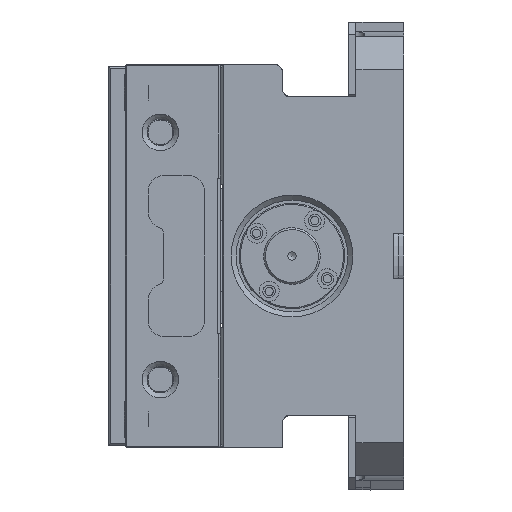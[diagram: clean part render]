
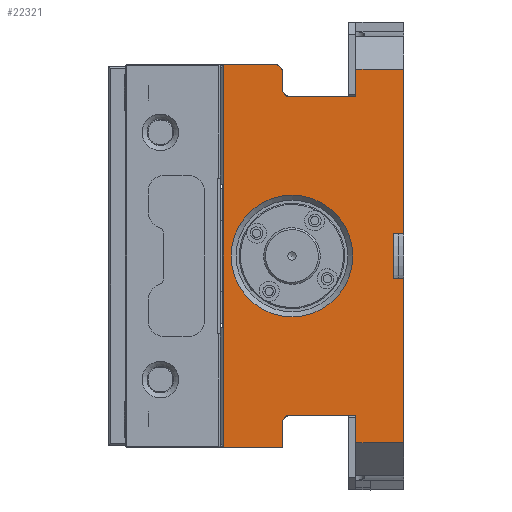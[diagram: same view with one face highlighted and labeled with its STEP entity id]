
A CAD part, left-side view. The second image highlights one B-rep face of the part: STEP entity #22321.
In plain terms, the highlighted planar face has unit normal (-1, 0, 0).
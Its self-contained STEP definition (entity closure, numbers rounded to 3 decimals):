
#641=FACE_BOUND('',#7602,.T.);
#2266=LINE('',#40318,#4200);
#2275=LINE('',#40340,#4209);
#2277=LINE('',#40344,#4211);
#2318=LINE('',#40537,#4252);
#2319=LINE('',#40540,#4253);
#2320=LINE('',#40542,#4254);
#2321=LINE('',#40544,#4255);
#2322=LINE('',#40546,#4256);
#2323=LINE('',#40552,#4257);
#2324=LINE('',#40556,#4258);
#2325=LINE('',#40558,#4259);
#2326=LINE('',#40560,#4260);
#2327=LINE('',#40562,#4261);
#2328=LINE('',#40568,#4262);
#2329=LINE('',#40570,#4263);
#2330=LINE('',#40571,#4264);
#4200=VECTOR('',#28713,10.);
#4209=VECTOR('',#28730,10.);
#4211=VECTOR('',#28734,10.);
#4252=VECTOR('',#28951,10.);
#4253=VECTOR('',#28954,10.);
#4254=VECTOR('',#28955,10.);
#4255=VECTOR('',#28956,10.);
#4256=VECTOR('',#28957,10.);
#4257=VECTOR('',#28962,10.);
#4258=VECTOR('',#28965,10.);
#4259=VECTOR('',#28966,10.);
#4260=VECTOR('',#28967,10.);
#4261=VECTOR('',#28968,10.);
#4262=VECTOR('',#28973,10.);
#4263=VECTOR('',#28974,10.);
#4264=VECTOR('',#28975,10.);
#5391=PLANE('',#24344);
#6274=FACE_OUTER_BOUND('',#7601,.T.);
#7601=EDGE_LOOP('',(#18158,#18159,#18160,#18161,#18162,#18163,#18164,#18165,
#18166,#18167,#18168,#18169,#18170,#18171,#18172,#18173,#18174,#18175,#18176,
#18177,#18178));
#7602=EDGE_LOOP('',(#18179));
#8844=CIRCLE('',#24345,3.5);
#8845=CIRCLE('',#24346,3.);
#8846=CIRCLE('',#24347,3.);
#8847=CIRCLE('',#24348,3.);
#8848=CIRCLE('',#24349,3.5);
#8849=CIRCLE('',#24350,24.225);
#10731=VERTEX_POINT('',#40315);
#10732=VERTEX_POINT('',#40317);
#10741=VERTEX_POINT('',#40338);
#10742=VERTEX_POINT('',#40342);
#10806=VERTEX_POINT('',#40535);
#10807=VERTEX_POINT('',#40539);
#10808=VERTEX_POINT('',#40541);
#10809=VERTEX_POINT('',#40543);
#10810=VERTEX_POINT('',#40545);
#10811=VERTEX_POINT('',#40547);
#10812=VERTEX_POINT('',#40549);
#10813=VERTEX_POINT('',#40551);
#10814=VERTEX_POINT('',#40553);
#10815=VERTEX_POINT('',#40555);
#10816=VERTEX_POINT('',#40557);
#10817=VERTEX_POINT('',#40559);
#10818=VERTEX_POINT('',#40561);
#10819=VERTEX_POINT('',#40563);
#10820=VERTEX_POINT('',#40565);
#10821=VERTEX_POINT('',#40567);
#10822=VERTEX_POINT('',#40569);
#10823=VERTEX_POINT('',#40572);
#13369=EDGE_CURVE('',#10732,#10731,#2266,.T.);
#13381=EDGE_CURVE('',#10731,#10741,#2275,.T.);
#13383=EDGE_CURVE('',#10741,#10742,#2277,.T.);
#13480=EDGE_CURVE('',#10742,#10806,#2318,.T.);
#13481=EDGE_CURVE('',#10806,#10807,#2319,.T.);
#13482=EDGE_CURVE('',#10807,#10808,#2320,.T.);
#13483=EDGE_CURVE('',#10808,#10809,#2321,.T.);
#13484=EDGE_CURVE('',#10810,#10809,#2322,.T.);
#13485=EDGE_CURVE('',#10811,#10810,#8844,.T.);
#13486=EDGE_CURVE('',#10812,#10811,#8845,.T.);
#13487=EDGE_CURVE('',#10812,#10813,#2323,.T.);
#13488=EDGE_CURVE('',#10814,#10813,#8846,.T.);
#13489=EDGE_CURVE('',#10814,#10815,#2324,.T.);
#13490=EDGE_CURVE('',#10816,#10815,#2325,.T.);
#13491=EDGE_CURVE('',#10816,#10817,#2326,.T.);
#13492=EDGE_CURVE('',#10817,#10818,#2327,.T.);
#13493=EDGE_CURVE('',#10819,#10818,#8847,.T.);
#13494=EDGE_CURVE('',#10820,#10819,#8848,.T.);
#13495=EDGE_CURVE('',#10820,#10821,#2328,.T.);
#13496=EDGE_CURVE('',#10821,#10822,#2329,.T.);
#13497=EDGE_CURVE('',#10732,#10822,#2330,.T.);
#13498=EDGE_CURVE('',#10823,#10823,#8849,.T.);
#18158=ORIENTED_EDGE('',*,*,#13381,.T.);
#18159=ORIENTED_EDGE('',*,*,#13383,.T.);
#18160=ORIENTED_EDGE('',*,*,#13480,.T.);
#18161=ORIENTED_EDGE('',*,*,#13481,.T.);
#18162=ORIENTED_EDGE('',*,*,#13482,.T.);
#18163=ORIENTED_EDGE('',*,*,#13483,.T.);
#18164=ORIENTED_EDGE('',*,*,#13484,.F.);
#18165=ORIENTED_EDGE('',*,*,#13485,.F.);
#18166=ORIENTED_EDGE('',*,*,#13486,.F.);
#18167=ORIENTED_EDGE('',*,*,#13487,.T.);
#18168=ORIENTED_EDGE('',*,*,#13488,.F.);
#18169=ORIENTED_EDGE('',*,*,#13489,.T.);
#18170=ORIENTED_EDGE('',*,*,#13490,.F.);
#18171=ORIENTED_EDGE('',*,*,#13491,.T.);
#18172=ORIENTED_EDGE('',*,*,#13492,.T.);
#18173=ORIENTED_EDGE('',*,*,#13493,.F.);
#18174=ORIENTED_EDGE('',*,*,#13494,.F.);
#18175=ORIENTED_EDGE('',*,*,#13495,.T.);
#18176=ORIENTED_EDGE('',*,*,#13496,.T.);
#18177=ORIENTED_EDGE('',*,*,#13497,.F.);
#18178=ORIENTED_EDGE('',*,*,#13369,.T.);
#18179=ORIENTED_EDGE('',*,*,#13498,.F.);
#22321=ADVANCED_FACE('',(#6274,#641),#5391,.T.);
#24344=AXIS2_PLACEMENT_3D('',#40538,#28952,#28953);
#24345=AXIS2_PLACEMENT_3D('',#40548,#28958,#28959);
#24346=AXIS2_PLACEMENT_3D('',#40550,#28960,#28961);
#24347=AXIS2_PLACEMENT_3D('',#40554,#28963,#28964);
#24348=AXIS2_PLACEMENT_3D('',#40564,#28969,#28970);
#24349=AXIS2_PLACEMENT_3D('',#40566,#28971,#28972);
#24350=AXIS2_PLACEMENT_3D('',#40573,#28976,#28977);
#28713=DIRECTION('',(0.,0.,1.));
#28730=DIRECTION('',(0.,1.,0.));
#28734=DIRECTION('',(0.,0.,1.));
#28951=DIRECTION('',(0.,-1.,0.));
#28952=DIRECTION('center_axis',(-1.,0.,0.));
#28953=DIRECTION('ref_axis',(0.,0.,1.));
#28954=DIRECTION('',(0.,0.,1.));
#28955=DIRECTION('',(0.,1.,0.));
#28956=DIRECTION('',(0.,0.,-1.));
#28957=DIRECTION('',(0.,-1.,0.));
#28958=DIRECTION('center_axis',(1.,0.,0.));
#28959=DIRECTION('ref_axis',(0.,-0.877,0.48));
#28960=DIRECTION('center_axis',(-1.,0.,0.));
#28961=DIRECTION('ref_axis',(0.,0.707,-0.707));
#28962=DIRECTION('',(0.,0.,1.));
#28963=DIRECTION('center_axis',(1.,0.,0.));
#28964=DIRECTION('ref_axis',(0.,-0.707,0.707));
#28965=DIRECTION('',(0.,1.,0.));
#28966=DIRECTION('',(0.,0.,1.));
#28967=DIRECTION('',(0.,-1.,0.));
#28968=DIRECTION('',(0.,0.,1.));
#28969=DIRECTION('center_axis',(-1.,0.,0.));
#28970=DIRECTION('ref_axis',(0.,0.707,0.707));
#28971=DIRECTION('center_axis',(1.,0.,0.));
#28972=DIRECTION('ref_axis',(0.,-0.877,-0.48));
#28973=DIRECTION('',(0.,-1.,0.));
#28974=DIRECTION('',(0.,0.,-1.));
#28975=DIRECTION('',(0.,1.,0.));
#28976=DIRECTION('center_axis',(-1.,0.,0.));
#28977=DIRECTION('ref_axis',(0.,0.,-1.));
#40315=CARTESIAN_POINT('',(-219.599,-1.641,-9.));
#40317=CARTESIAN_POINT('',(-219.599,-1.641,-74.313));
#40318=CARTESIAN_POINT('',(-219.599,-1.641,-41.474));
#40338=CARTESIAN_POINT('',(-219.599,2.359,-9.));
#40340=CARTESIAN_POINT('',(-219.599,0.105,-9.));
#40342=CARTESIAN_POINT('',(-219.599,2.359,9.));
#40344=CARTESIAN_POINT('',(-219.599,2.359,-40.284));
#40535=CARTESIAN_POINT('',(-219.599,-1.641,9.));
#40537=CARTESIAN_POINT('',(-219.599,0.105,9.));
#40538=CARTESIAN_POINT('Origin',(-219.599,1.851,-80.569));
#40539=CARTESIAN_POINT('',(-219.599,-1.641,74.313));
#40540=CARTESIAN_POINT('',(-219.599,-1.641,-41.474));
#40541=CARTESIAN_POINT('',(-219.599,17.359,74.313));
#40542=CARTESIAN_POINT('',(-219.599,11.694,74.313));
#40543=CARTESIAN_POINT('',(-219.599,17.359,63.5));
#40544=CARTESIAN_POINT('',(-219.599,17.359,-0.367));
#40545=CARTESIAN_POINT('',(-219.599,44.646,63.5));
#40546=CARTESIAN_POINT('',(-219.599,4.791,63.5));
#40547=CARTESIAN_POINT('',(-219.599,45.234,63.972));
#40548=CARTESIAN_POINT('Origin',(-219.599,47.119,61.023));
#40549=CARTESIAN_POINT('',(-219.599,46.619,66.5));
#40550=CARTESIAN_POINT('Origin',(-219.599,43.619,66.5));
#40551=CARTESIAN_POINT('',(-219.599,46.619,73.2));
#40552=CARTESIAN_POINT('',(-219.599,46.619,63.5));
#40553=CARTESIAN_POINT('',(-219.599,49.619,76.2));
#40554=CARTESIAN_POINT('Origin',(-219.599,49.619,73.2));
#40555=CARTESIAN_POINT('',(-219.599,69.884,76.2));
#40556=CARTESIAN_POINT('',(-219.599,46.619,76.2));
#40557=CARTESIAN_POINT('',(-219.599,69.884,-76.2));
#40558=CARTESIAN_POINT('',(-219.599,69.884,-2.184));
#40559=CARTESIAN_POINT('',(-219.599,46.619,-76.2));
#40560=CARTESIAN_POINT('',(-219.599,71.384,-76.2));
#40561=CARTESIAN_POINT('',(-219.599,46.619,-66.5));
#40562=CARTESIAN_POINT('',(-219.599,46.619,-76.2));
#40563=CARTESIAN_POINT('',(-219.599,45.234,-63.972));
#40564=CARTESIAN_POINT('Origin',(-219.599,43.619,-66.5));
#40565=CARTESIAN_POINT('',(-219.599,44.646,-63.5));
#40566=CARTESIAN_POINT('Origin',(-219.599,47.119,-61.023));
#40567=CARTESIAN_POINT('',(-219.599,17.359,-63.5));
#40568=CARTESIAN_POINT('',(-219.599,9.605,-63.5));
#40569=CARTESIAN_POINT('',(-219.599,17.359,-74.313));
#40570=CARTESIAN_POINT('',(-219.599,17.359,-80.202));
#40571=CARTESIAN_POINT('',(-219.599,6.773,-74.313));
#40572=CARTESIAN_POINT('',(-219.599,42.809,24.225));
#40573=CARTESIAN_POINT('Origin',(-219.599,42.809,0.));
